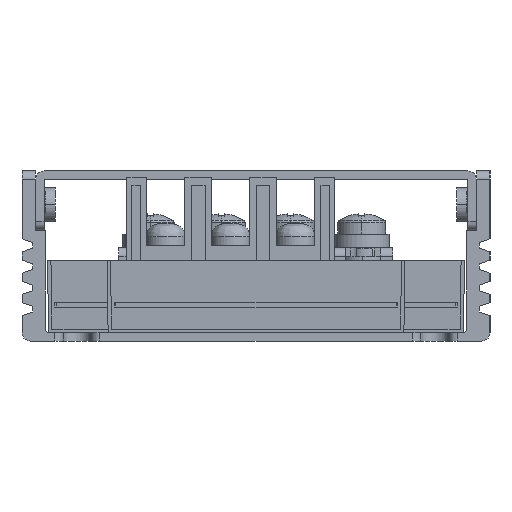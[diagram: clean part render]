
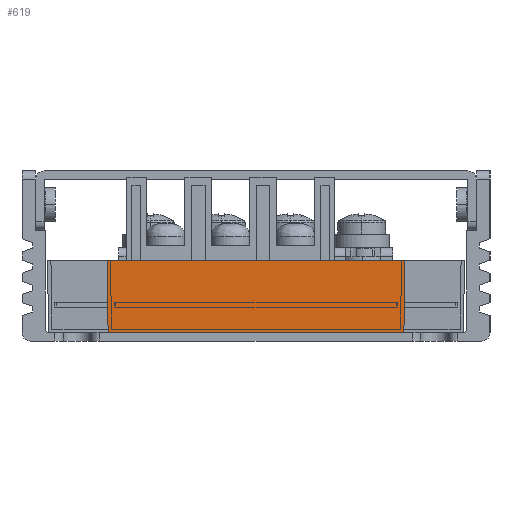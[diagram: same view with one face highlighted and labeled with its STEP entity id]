
A CAD part, left-side view. The second image highlights one B-rep face of the part: STEP entity #619.
In plain terms, the highlighted face is planar.
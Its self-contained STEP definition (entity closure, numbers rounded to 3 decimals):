
#71=DIRECTION('',(-1.,0.,0.));
#72=VECTOR('',#71,35.);
#73=CARTESIAN_POINT('',(88.437,66.359,0.));
#74=LINE('',#73,#72);
#157=DIRECTION('',(-0.014,-0.014,-1.));
#158=VECTOR('',#157,8.502);
#159=CARTESIAN_POINT('',(53.556,66.478,8.5));
#160=LINE('',#159,#158);
#164=DIRECTION('',(-1.,0.,0.));
#165=VECTOR('',#164,34.763);
#166=CARTESIAN_POINT('',(88.319,66.478,8.5));
#167=LINE('',#166,#165);
#171=DIRECTION('',(-0.014,0.014,1.));
#172=VECTOR('',#171,8.502);
#173=CARTESIAN_POINT('',(88.437,66.359,0.));
#174=LINE('',#173,#172);
#429=CARTESIAN_POINT('',(88.437,66.359,0.));
#430=VERTEX_POINT('',#429);
#431=CARTESIAN_POINT('',(53.437,66.359,0.));
#432=VERTEX_POINT('',#431);
#469=CARTESIAN_POINT('',(53.556,66.478,8.5));
#470=VERTEX_POINT('',#469);
#471=CARTESIAN_POINT('',(88.319,66.478,8.5));
#472=VERTEX_POINT('',#471);
#607=CARTESIAN_POINT('',(95.437,66.359,0.));
#608=DIRECTION('',(0.,-1.,0.014));
#609=DIRECTION('',(-1.,0.,0.));
#610=AXIS2_PLACEMENT_3D('',#607,#608,#609);
#611=PLANE('',#610);
#613=ORIENTED_EDGE('',*,*,#612,.F.);
#614=ORIENTED_EDGE('',*,*,#575,.F.);
#615=ORIENTED_EDGE('',*,*,#601,.F.);
#616=ORIENTED_EDGE('',*,*,#530,.T.);
#617=EDGE_LOOP('',(#613,#614,#615,#616));
#618=FACE_OUTER_BOUND('',#617,.F.);
#530=EDGE_CURVE('',#430,#432,#74,.T.);
#575=EDGE_CURVE('',#472,#470,#167,.T.);
#601=EDGE_CURVE('',#430,#472,#174,.T.);
#612=EDGE_CURVE('',#470,#432,#160,.T.);
#619=ADVANCED_FACE('',(#618),#611,.T.);
